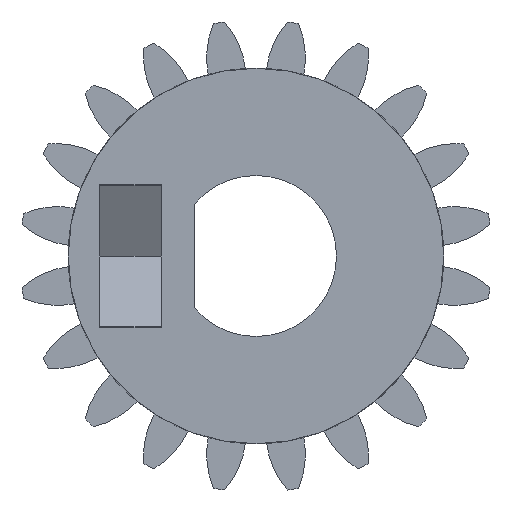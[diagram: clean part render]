
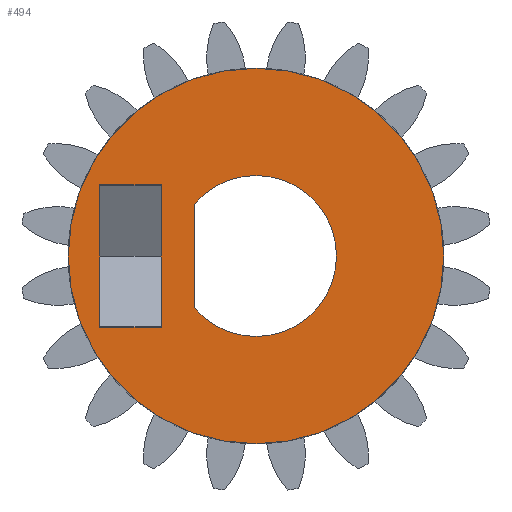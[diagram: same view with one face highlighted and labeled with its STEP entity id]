
A CAD part, left-side view. The second image highlights one B-rep face of the part: STEP entity #494.
In plain terms, the highlighted planar face has unit normal (-1, 0, 0).
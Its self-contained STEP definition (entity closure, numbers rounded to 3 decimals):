
#61 = DIRECTION ( 'NONE',  ( -1., 0., 0. ) ) ;
#64 = LINE ( 'NONE', #2156, #2045 ) ;
#131 = VERTEX_POINT ( 'NONE', #924 ) ;
#180 = EDGE_CURVE ( 'NONE', #2337, #256, #64, .T. ) ;
#187 = VERTEX_POINT ( 'NONE', #2899 ) ;
#225 = EDGE_CURVE ( 'NONE', #131, #309, #2914, .T. ) ;
#233 = ORIENTED_EDGE ( 'NONE', *, *, #782, .F. ) ;
#256 = VERTEX_POINT ( 'NONE', #2302 ) ;
#286 = ORIENTED_EDGE ( 'NONE', *, *, #2187, .T. ) ;
#309 = VERTEX_POINT ( 'NONE', #1937 ) ;
#314 = EDGE_CURVE ( 'NONE', #2337, #2114, #2295, .T. ) ;
#344 = EDGE_CURVE ( 'NONE', #309, #1511, #3367, .T. ) ;
#376 = AXIS2_PLACEMENT_3D ( 'NONE', #1144, #3546, #590 ) ;
#398 = DIRECTION ( 'NONE',  ( -1., 0., 0. ) ) ;
#494 = ADVANCED_FACE ( 'NONE', ( #2900, #1434, #1136 ), #2031, .T. ) ;
#556 = DIRECTION ( 'NONE',  ( -1., 0., 0. ) ) ;
#590 = DIRECTION ( 'NONE',  ( 0., 0., 1. ) ) ;
#606 = AXIS2_PLACEMENT_3D ( 'NONE', #1103, #2934, #3156 ) ;
#652 = CIRCLE ( 'NONE', #376, 6.999 ) ;
#689 = CARTESIAN_POINT ( 'NONE',  ( -8., 4.376, -2.65 ) ) ;
#782 = EDGE_CURVE ( 'NONE', #2114, #2598, #1586, .T. ) ;
#786 = DIRECTION ( 'NONE',  ( 0., 0., -1. ) ) ;
#924 = CARTESIAN_POINT ( 'NONE',  ( -8., 3.53, 2.65 ) ) ;
#931 = ORIENTED_EDGE ( 'NONE', *, *, #3361, .F. ) ;
#1043 = DIRECTION ( 'NONE',  ( 0., 1., 0. ) ) ;
#1075 = ORIENTED_EDGE ( 'NONE', *, *, #3386, .F. ) ;
#1103 = CARTESIAN_POINT ( 'NONE',  ( -8., 0., 0. ) ) ;
#1136 = FACE_BOUND ( 'NONE', #1228, .T. ) ;
#1144 = CARTESIAN_POINT ( 'NONE',  ( -8., 0., 0. ) ) ;
#1220 = CARTESIAN_POINT ( 'NONE',  ( -8., 5.83, -19.297 ) ) ;
#1226 = CARTESIAN_POINT ( 'NONE',  ( -8., 0., 0. ) ) ;
#1228 = EDGE_LOOP ( 'NONE', ( #2734, #1614, #1075, #3128 ) ) ;
#1421 = DIRECTION ( 'NONE',  ( -1., 0., 0. ) ) ;
#1434 = FACE_BOUND ( 'NONE', #3598, .T. ) ;
#1451 = VECTOR ( 'NONE', #1970, 1000. ) ;
#1511 = VERTEX_POINT ( 'NONE', #2471 ) ;
#1558 = DIRECTION ( 'NONE',  ( 0., 0., 1. ) ) ;
#1575 = VERTEX_POINT ( 'NONE', #2722 ) ;
#1586 = CIRCLE ( 'NONE', #3208, 3. ) ;
#1614 = ORIENTED_EDGE ( 'NONE', *, *, #344, .T. ) ;
#1744 = VECTOR ( 'NONE', #1043, 1000. ) ;
#1768 = EDGE_CURVE ( 'NONE', #2098, #1575, #1786, .T. ) ;
#1786 = CIRCLE ( 'NONE', #1910, 6.999 ) ;
#1910 = AXIS2_PLACEMENT_3D ( 'NONE', #1226, #556, #3841 ) ;
#1914 = CARTESIAN_POINT ( 'NONE',  ( -8., 0., 3. ) ) ;
#1937 = CARTESIAN_POINT ( 'NONE',  ( -8., 3.53, -2.65 ) ) ;
#1953 = CARTESIAN_POINT ( 'NONE',  ( -8., 4.376, 2.65 ) ) ;
#1970 = DIRECTION ( 'NONE',  ( 0., 1., 0. ) ) ;
#1993 = CARTESIAN_POINT ( 'NONE',  ( -8., 0., 0. ) ) ;
#2031 = PLANE ( 'NONE',  #606 ) ;
#2045 = VECTOR ( 'NONE', #3154, 1000. ) ;
#2098 = VERTEX_POINT ( 'NONE', #3799 ) ;
#2113 = CARTESIAN_POINT ( 'NONE',  ( -8., 2.3, -1.926 ) ) ;
#2114 = VERTEX_POINT ( 'NONE', #2823 ) ;
#2156 = CARTESIAN_POINT ( 'NONE',  ( -8., 2.3, -19.297 ) ) ;
#2187 = EDGE_CURVE ( 'NONE', #1575, #2098, #652, .T. ) ;
#2295 = CIRCLE ( 'NONE', #3487, 3. ) ;
#2302 = CARTESIAN_POINT ( 'NONE',  ( -8., 2.3, 1.926 ) ) ;
#2337 = VERTEX_POINT ( 'NONE', #2113 ) ;
#2355 = ORIENTED_EDGE ( 'NONE', *, *, #314, .F. ) ;
#2471 = CARTESIAN_POINT ( 'NONE',  ( -8., 5.83, -2.65 ) ) ;
#2500 = CARTESIAN_POINT ( 'NONE',  ( -8., 0., 0. ) ) ;
#2598 = VERTEX_POINT ( 'NONE', #1914 ) ;
#2599 = DIRECTION ( 'NONE',  ( 0., 0., 1. ) ) ;
#2722 = CARTESIAN_POINT ( 'NONE',  ( -8., 0., 6.999 ) ) ;
#2734 = ORIENTED_EDGE ( 'NONE', *, *, #225, .T. ) ;
#2814 = EDGE_CURVE ( 'NONE', #131, #187, #3185, .T. ) ;
#2823 = CARTESIAN_POINT ( 'NONE',  ( -8., 0., -3. ) ) ;
#2850 = ORIENTED_EDGE ( 'NONE', *, *, #1768, .T. ) ;
#2899 = CARTESIAN_POINT ( 'NONE',  ( -8., 5.83, 2.65 ) ) ;
#2900 = FACE_OUTER_BOUND ( 'NONE', #3869, .T. ) ;
#2914 = LINE ( 'NONE', #3810, #3042 ) ;
#2930 = ORIENTED_EDGE ( 'NONE', *, *, #180, .T. ) ;
#2934 = DIRECTION ( 'NONE',  ( -1., 0., 0. ) ) ;
#3008 = CIRCLE ( 'NONE', #3699, 3. ) ;
#3042 = VECTOR ( 'NONE', #786, 1000. ) ;
#3095 = DIRECTION ( 'NONE',  ( 0., 0., 1. ) ) ;
#3128 = ORIENTED_EDGE ( 'NONE', *, *, #2814, .F. ) ;
#3141 = VECTOR ( 'NONE', #3251, 1000. ) ;
#3154 = DIRECTION ( 'NONE',  ( 0., 0., 1. ) ) ;
#3156 = DIRECTION ( 'NONE',  ( 0., 0., 1. ) ) ;
#3185 = LINE ( 'NONE', #1953, #1451 ) ;
#3208 = AXIS2_PLACEMENT_3D ( 'NONE', #3334, #398, #1558 ) ;
#3251 = DIRECTION ( 'NONE',  ( 0., 0., -1. ) ) ;
#3334 = CARTESIAN_POINT ( 'NONE',  ( -8., 0., 0. ) ) ;
#3361 = EDGE_CURVE ( 'NONE', #2598, #256, #3008, .T. ) ;
#3367 = LINE ( 'NONE', #689, #1744 ) ;
#3386 = EDGE_CURVE ( 'NONE', #187, #1511, #3816, .T. ) ;
#3487 = AXIS2_PLACEMENT_3D ( 'NONE', #2500, #61, #3095 ) ;
#3546 = DIRECTION ( 'NONE',  ( -1., 0., 0. ) ) ;
#3598 = EDGE_LOOP ( 'NONE', ( #2355, #2930, #931, #233 ) ) ;
#3699 = AXIS2_PLACEMENT_3D ( 'NONE', #1993, #1421, #2599 ) ;
#3799 = CARTESIAN_POINT ( 'NONE',  ( -8., 0., -6.999 ) ) ;
#3810 = CARTESIAN_POINT ( 'NONE',  ( -8., 3.53, -19.297 ) ) ;
#3816 = LINE ( 'NONE', #1220, #3141 ) ;
#3841 = DIRECTION ( 'NONE',  ( 0., 0., 1. ) ) ;
#3869 = EDGE_LOOP ( 'NONE', ( #286, #2850 ) ) ;
